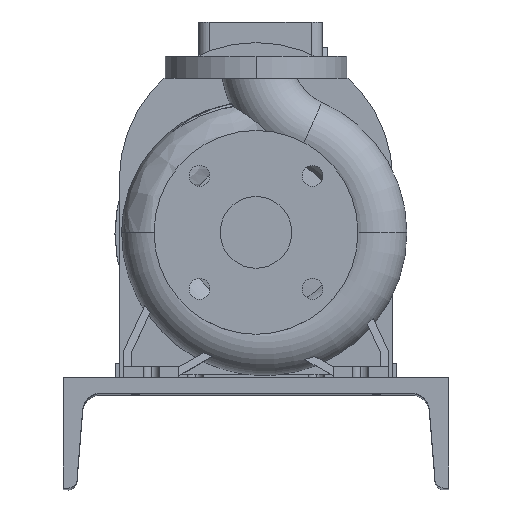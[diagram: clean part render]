
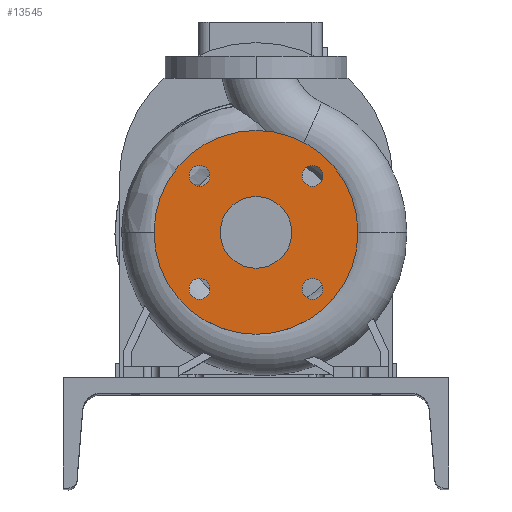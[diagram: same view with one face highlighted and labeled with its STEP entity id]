
A CAD part, top view. The second image highlights one B-rep face of the part: STEP entity #13545.
In plain terms, the highlighted planar face has unit normal (0, 0, 1).
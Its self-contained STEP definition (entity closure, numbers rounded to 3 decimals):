
#16 = DIRECTION ( 'NONE',  ( 0., 0., 1. ) ) ;
#376 = DIRECTION ( 'NONE',  ( 0., 0., 1. ) ) ;
#401 = CARTESIAN_POINT ( 'NONE',  ( 0., 92.5, 100. ) ) ;
#558 = DIRECTION ( 'NONE',  ( 1., 0., 0. ) ) ;
#873 = CARTESIAN_POINT ( 'NONE',  ( 0., 0., 100. ) ) ;
#929 = ORIENTED_EDGE ( 'NONE', *, *, #13819, .T. ) ;
#2069 = DIRECTION ( 'NONE',  ( 0., -1., 0. ) ) ;
#2091 = DIRECTION ( 'NONE',  ( 0., -1., 0. ) ) ;
#2262 = AXIS2_PLACEMENT_3D ( 'NONE', #9026, #18027, #13463 ) ;
#2264 = ORIENTED_EDGE ( 'NONE', *, *, #15653, .F. ) ;
#2842 = DIRECTION ( 'NONE',  ( 0., 0., 1. ) ) ;
#2894 = CIRCLE ( 'NONE', #4794, 9.5 ) ;
#2927 = EDGE_LOOP ( 'NONE', ( #18249, #10761 ) ) ;
#2936 = CARTESIAN_POINT ( 'NONE',  ( 0., -32.5, 100. ) ) ;
#3134 = DIRECTION ( 'NONE',  ( 0., 0., 1. ) ) ;
#3371 = ORIENTED_EDGE ( 'NONE', *, *, #6290, .F. ) ;
#3882 = AXIS2_PLACEMENT_3D ( 'NONE', #4979, #18430, #2091 ) ;
#3963 = DIRECTION ( 'NONE',  ( 0., 0., 1. ) ) ;
#4088 = CIRCLE ( 'NONE', #5984, 9.5 ) ;
#4100 = EDGE_CURVE ( 'NONE', #9825, #8499, #15417, .T. ) ;
#4257 = EDGE_CURVE ( 'NONE', #15302, #8073, #11029, .T. ) ;
#4656 = FACE_BOUND ( 'NONE', #7298, .T. ) ;
#4765 = VERTEX_POINT ( 'NONE', #19334 ) ;
#4794 = AXIS2_PLACEMENT_3D ( 'NONE', #16463, #16354, #16659 ) ;
#4858 = FACE_BOUND ( 'NONE', #2927, .T. ) ;
#4979 = CARTESIAN_POINT ( 'NONE',  ( 51.265, -51.265, 100. ) ) ;
#5016 = AXIS2_PLACEMENT_3D ( 'NONE', #14788, #2842, #13195 ) ;
#5087 = ORIENTED_EDGE ( 'NONE', *, *, #7216, .F. ) ;
#5350 = EDGE_CURVE ( 'NONE', #8499, #9825, #4088, .T. ) ;
#5536 = CARTESIAN_POINT ( 'NONE',  ( -51.265, -60.765, 100. ) ) ;
#5951 = EDGE_CURVE ( 'NONE', #13189, #15450, #7581, .T. ) ;
#5984 = AXIS2_PLACEMENT_3D ( 'NONE', #15040, #16, #10383 ) ;
#6236 = FACE_BOUND ( 'NONE', #15937, .T. ) ;
#6290 = EDGE_CURVE ( 'NONE', #9892, #10706, #13905, .T. ) ;
#6407 = CARTESIAN_POINT ( 'NONE',  ( 0., 0., 100. ) ) ;
#6500 = ORIENTED_EDGE ( 'NONE', *, *, #8819, .F. ) ;
#6774 = DIRECTION ( 'NONE',  ( 0., 0., 1. ) ) ;
#6781 = EDGE_LOOP ( 'NONE', ( #11302, #2264 ) ) ;
#6803 = CARTESIAN_POINT ( 'NONE',  ( -51.265, 41.765, 100. ) ) ;
#6910 = DIRECTION ( 'NONE',  ( 0., -1., 0. ) ) ;
#7216 = EDGE_CURVE ( 'NONE', #17585, #13813, #2894, .T. ) ;
#7298 = EDGE_LOOP ( 'NONE', ( #3371, #17987 ) ) ;
#7581 = CIRCLE ( 'NONE', #16105, 9.5 ) ;
#7601 = CARTESIAN_POINT ( 'NONE',  ( -51.265, 51.265, 100. ) ) ;
#7655 = CIRCLE ( 'NONE', #3882, 9.5 ) ;
#7980 = DIRECTION ( 'NONE',  ( 0., -1., 0. ) ) ;
#8073 = VERTEX_POINT ( 'NONE', #10070 ) ;
#8166 = AXIS2_PLACEMENT_3D ( 'NONE', #873, #17580, #2069 ) ;
#8355 = AXIS2_PLACEMENT_3D ( 'NONE', #18374, #376, #7980 ) ;
#8499 = VERTEX_POINT ( 'NONE', #9575 ) ;
#8819 = EDGE_CURVE ( 'NONE', #13813, #17585, #10559, .T. ) ;
#9026 = CARTESIAN_POINT ( 'NONE',  ( 0., 0., 100. ) ) ;
#9149 = DIRECTION ( 'NONE',  ( 1., 0., 0. ) ) ;
#9195 = DIRECTION ( 'NONE',  ( 0., 0., -1. ) ) ;
#9399 = AXIS2_PLACEMENT_3D ( 'NONE', #7601, #16504, #11731 ) ;
#9575 = CARTESIAN_POINT ( 'NONE',  ( -51.265, 60.765, 100. ) ) ;
#9673 = CARTESIAN_POINT ( 'NONE',  ( -51.265, -41.765, 100. ) ) ;
#9825 = VERTEX_POINT ( 'NONE', #6803 ) ;
#9892 = VERTEX_POINT ( 'NONE', #10444 ) ;
#10070 = CARTESIAN_POINT ( 'NONE',  ( 0., 32.5, 100. ) ) ;
#10334 = EDGE_LOOP ( 'NONE', ( #929, #18321 ) ) ;
#10383 = DIRECTION ( 'NONE',  ( 0., -1., 0. ) ) ;
#10444 = CARTESIAN_POINT ( 'NONE',  ( 51.265, -60.765, 100. ) ) ;
#10559 = CIRCLE ( 'NONE', #8355, 9.5 ) ;
#10660 = FACE_BOUND ( 'NONE', #18271, .T. ) ;
#10706 = VERTEX_POINT ( 'NONE', #15255 ) ;
#10761 = ORIENTED_EDGE ( 'NONE', *, *, #5951, .F. ) ;
#10842 = CARTESIAN_POINT ( 'NONE',  ( 0., -92.5, 100. ) ) ;
#10924 = DIRECTION ( 'NONE',  ( 0., -1., 0. ) ) ;
#11029 = CIRCLE ( 'NONE', #5016, 32.5 ) ;
#11138 = EDGE_CURVE ( 'NONE', #4765, #17919, #15750, .T. ) ;
#11302 = ORIENTED_EDGE ( 'NONE', *, *, #4257, .F. ) ;
#11731 = DIRECTION ( 'NONE',  ( 0., -1., 0. ) ) ;
#12244 = PLANE ( 'NONE',  #17633 ) ;
#12414 = DIRECTION ( 'NONE',  ( 0., 0., 1. ) ) ;
#12623 = AXIS2_PLACEMENT_3D ( 'NONE', #16668, #3134, #9149 ) ;
#12716 = EDGE_CURVE ( 'NONE', #15450, #13189, #13254, .T. ) ;
#12878 = CARTESIAN_POINT ( 'NONE',  ( 51.265, 51.265, 100. ) ) ;
#13189 = VERTEX_POINT ( 'NONE', #17129 ) ;
#13195 = DIRECTION ( 'NONE',  ( 0., -1., 0. ) ) ;
#13254 = CIRCLE ( 'NONE', #12623, 9.5 ) ;
#13463 = DIRECTION ( 'NONE',  ( 0., -1., 0. ) ) ;
#13526 = AXIS2_PLACEMENT_3D ( 'NONE', #6407, #12414, #10924 ) ;
#13545 = ADVANCED_FACE ( 'NONE', ( #16715, #13634, #4858, #10660, #6236, #4656 ), #12244, .F. ) ;
#13634 = FACE_OUTER_BOUND ( 'NONE', #10334, .T. ) ;
#13703 = ORIENTED_EDGE ( 'NONE', *, *, #4100, .F. ) ;
#13813 = VERTEX_POINT ( 'NONE', #5536 ) ;
#13819 = EDGE_CURVE ( 'NONE', #17919, #4765, #14790, .T. ) ;
#13905 = CIRCLE ( 'NONE', #17690, 9.5 ) ;
#13936 = DIRECTION ( 'NONE',  ( 0., 1., 0. ) ) ;
#14788 = CARTESIAN_POINT ( 'NONE',  ( 0., 0., 100. ) ) ;
#14790 = CIRCLE ( 'NONE', #8166, 92.5 ) ;
#15040 = CARTESIAN_POINT ( 'NONE',  ( -51.265, 51.265, 100. ) ) ;
#15216 = CIRCLE ( 'NONE', #2262, 32.5 ) ;
#15255 = CARTESIAN_POINT ( 'NONE',  ( 51.265, -41.765, 100. ) ) ;
#15302 = VERTEX_POINT ( 'NONE', #2936 ) ;
#15339 = ORIENTED_EDGE ( 'NONE', *, *, #5350, .F. ) ;
#15417 = CIRCLE ( 'NONE', #9399, 9.5 ) ;
#15450 = VERTEX_POINT ( 'NONE', #18545 ) ;
#15653 = EDGE_CURVE ( 'NONE', #8073, #15302, #15216, .T. ) ;
#15750 = CIRCLE ( 'NONE', #13526, 92.5 ) ;
#15770 = EDGE_CURVE ( 'NONE', #10706, #9892, #7655, .T. ) ;
#15937 = EDGE_LOOP ( 'NONE', ( #6500, #5087 ) ) ;
#16105 = AXIS2_PLACEMENT_3D ( 'NONE', #12878, #6774, #558 ) ;
#16211 = CARTESIAN_POINT ( 'NONE',  ( 51.265, -51.265, 100. ) ) ;
#16354 = DIRECTION ( 'NONE',  ( 0., 0., 1. ) ) ;
#16463 = CARTESIAN_POINT ( 'NONE',  ( -51.265, -51.265, 100. ) ) ;
#16504 = DIRECTION ( 'NONE',  ( 0., 0., 1. ) ) ;
#16659 = DIRECTION ( 'NONE',  ( 0., -1., 0. ) ) ;
#16668 = CARTESIAN_POINT ( 'NONE',  ( 51.265, 51.265, 100. ) ) ;
#16715 = FACE_BOUND ( 'NONE', #6781, .T. ) ;
#17129 = CARTESIAN_POINT ( 'NONE',  ( 41.765, 51.265, 100. ) ) ;
#17580 = DIRECTION ( 'NONE',  ( 0., 0., 1. ) ) ;
#17585 = VERTEX_POINT ( 'NONE', #9673 ) ;
#17633 = AXIS2_PLACEMENT_3D ( 'NONE', #401, #9195, #13936 ) ;
#17690 = AXIS2_PLACEMENT_3D ( 'NONE', #16211, #3963, #6910 ) ;
#17919 = VERTEX_POINT ( 'NONE', #10842 ) ;
#17987 = ORIENTED_EDGE ( 'NONE', *, *, #15770, .F. ) ;
#18027 = DIRECTION ( 'NONE',  ( 0., 0., 1. ) ) ;
#18249 = ORIENTED_EDGE ( 'NONE', *, *, #12716, .F. ) ;
#18271 = EDGE_LOOP ( 'NONE', ( #13703, #15339 ) ) ;
#18321 = ORIENTED_EDGE ( 'NONE', *, *, #11138, .T. ) ;
#18374 = CARTESIAN_POINT ( 'NONE',  ( -51.265, -51.265, 100. ) ) ;
#18430 = DIRECTION ( 'NONE',  ( 0., 0., 1. ) ) ;
#18545 = CARTESIAN_POINT ( 'NONE',  ( 60.765, 51.265, 100. ) ) ;
#19334 = CARTESIAN_POINT ( 'NONE',  ( 0., 92.5, 100. ) ) ;
